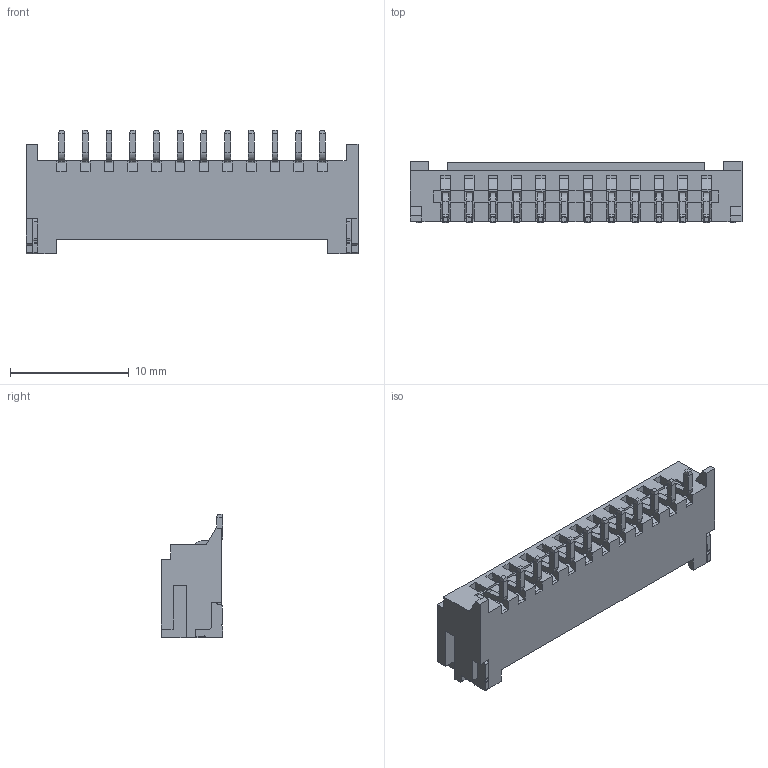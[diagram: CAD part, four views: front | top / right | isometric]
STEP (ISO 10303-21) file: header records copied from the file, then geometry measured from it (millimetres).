
FILE_DESCRIPTION (( 'STEP AP214' ), '1' );
FILE_NAME ('WF08-0N12T52N11.STEP', '2023-08-12T03:29:15', ( '' ), ( '' ), 'SwSTEP 2.0', 'SolidWorks 2023', '' );
FILE_SCHEMA (( 'AUTOMOTIVE_DESIGN' ));
Length unit declared in the file: millimetre
Products named in the file (1): WF08-0N12T52N11
Bounding box: 28 x 5.18 x 10.45 mm (x, y, z)
Volume: 427.6 mm3; surface area: 1213.8 mm2
Topology: 1 solids, 1 shells, 669 faces, 1843 edges, 1188 vertices
Faces by surface type: plane 577, cylinder 92
Entity records: 24420 total; most frequent: CARTESIAN_POINT 3701, ORIENTED_EDGE 3686, DIRECTION 3367, EDGE_CURVE 1843, VECTOR 1659, LINE 1659, VERTEX_POINT 1188, AXIS2_PLACEMENT_3D 854
